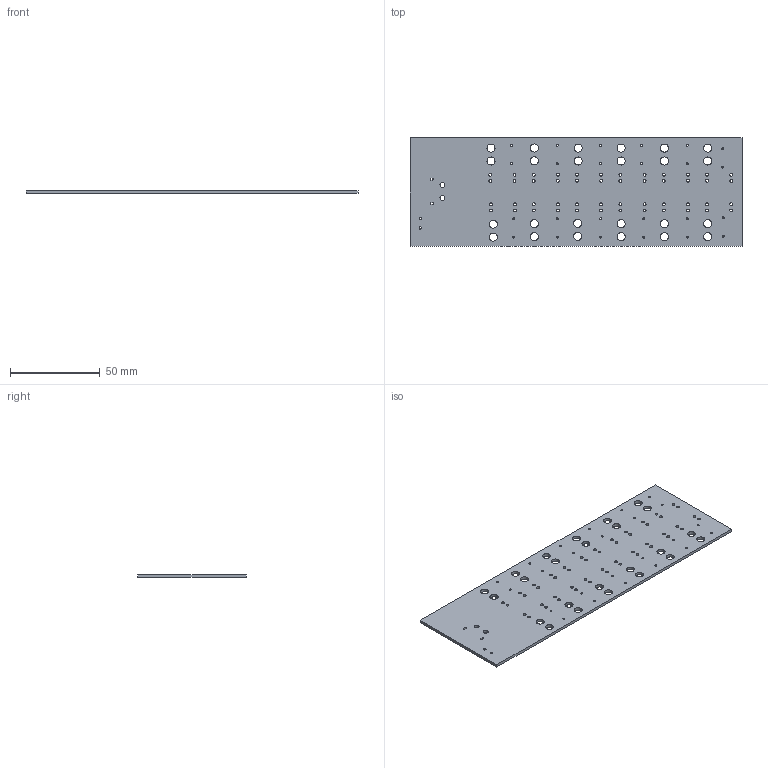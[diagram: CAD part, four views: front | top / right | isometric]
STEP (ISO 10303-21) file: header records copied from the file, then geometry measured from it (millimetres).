
FILE_DESCRIPTION(('KiCad electronic assembly'),'2;1');
FILE_NAME('Power_connector.step','2022-04-14T13:40:19',('Pcbnew'),( 'Kicad'),'Open CASCADE STEP processor 7.5','KiCad to STEP converter' ,'Unknown');
FILE_SCHEMA(('AUTOMOTIVE_DESIGN { 1 0 10303 214 1 1 1 1 }'));
Length unit declared in the file: millimetre
Products named in the file (2): Power_connector 1; _autosave-Power_connector PCB
Assembly tree (1 placements, depth 2):
  Power_connector 1
    _autosave-Power_connector PCB
Bounding box: 184.78 x 60.33 x 1.6 mm (x, y, z)
Volume: 17005.9 mm3; surface area: 23158.9 mm2
Topology: 1 solids, 1 shells, 115 faces, 339 edges, 226 vertices
Faces by surface type: cylinder 104, plane 11
Full cylindrical faces by diameter (mm): 1.1 x24, 1.3 x2, 1.6 x48, 2.75 x2, 4.5 x24
Entity records: 9447 total; most frequent: CARTESIAN_POINT 2608, DIRECTION 1251, ORIENTED_EDGE 678, PCURVE 678, DEFINITIONAL_REPRESENTATION 678, LINE 601, VECTOR 601, EDGE_CURVE 339
